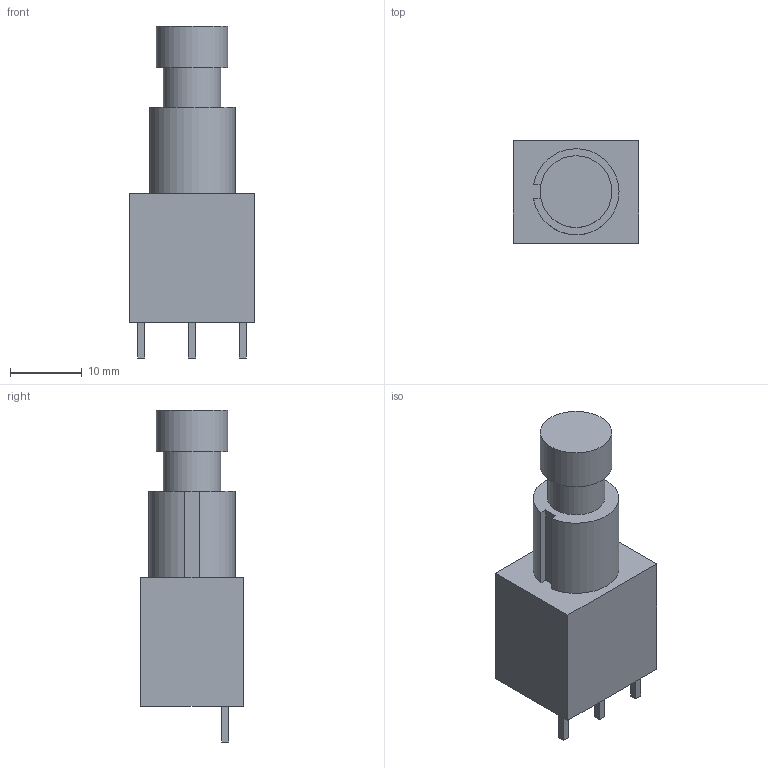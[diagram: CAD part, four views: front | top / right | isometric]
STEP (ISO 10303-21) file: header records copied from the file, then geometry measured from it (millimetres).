
FILE_DESCRIPTION(('FreeCAD Model'),'2;1');
FILE_NAME('Open CASCADE Shape Model','2025-09-25T16:07:37',(''),(''), 'Open CASCADE STEP processor 7.8','FreeCAD','Unknown');
FILE_SCHEMA(('AP242_MANAGED_MODEL_BASED_3D_ENGINEERING_MIM_LF. {1 0 10303 442 1 1 4 }'));
Length unit declared in the file: millimetre
Products named in the file (1): Group002
Bounding box: 17.5 x 14.3 x 46.3 mm (x, y, z)
Volume: 6585.3 mm3; surface area: 2556.6 mm2
Topology: 1 solids, 1 shells, 30 faces, 68 edges, 46 vertices
Faces by surface type: plane 27, cylinder 3
Full cylindrical faces by diameter (mm): 8 x1, 10 x1
Entity records: 1027 total; most frequent: CARTESIAN_POINT 145, DIRECTION 138, ORIENTED_EDGE 136, EDGE_CURVE 68, LINE 60, VECTOR 60, VERTEX_POINT 46, AXIS2_PLACEMENT_3D 39
